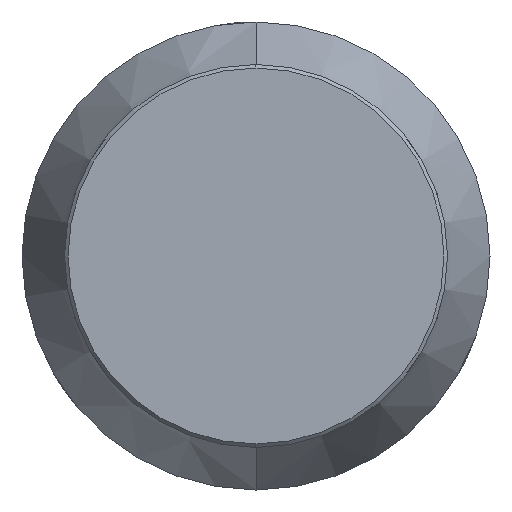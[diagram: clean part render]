
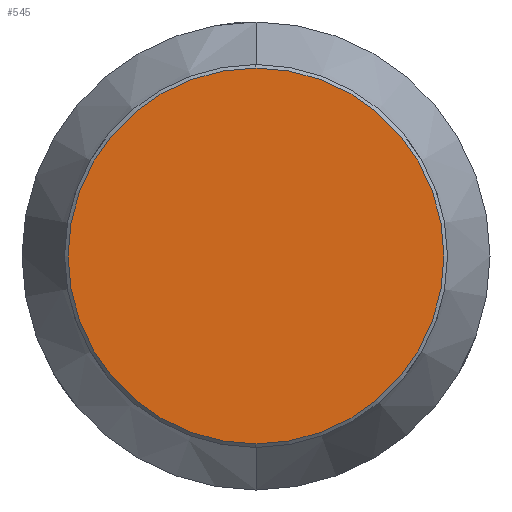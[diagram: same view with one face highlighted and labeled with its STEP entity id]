
A CAD part, left-side view. The second image highlights one B-rep face of the part: STEP entity #545.
In plain terms, the highlighted planar face has unit normal (-1, 0, 0).
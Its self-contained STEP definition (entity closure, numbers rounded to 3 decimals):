
#74 = EDGE_CURVE ( 'NONE', #884, #377, #2134, .T. ) ;
#190 = AXIS2_PLACEMENT_3D ( 'NONE', #1139, #1685, #767 ) ;
#374 = EDGE_CURVE ( 'NONE', #377, #884, #1553, .T. ) ;
#377 = VERTEX_POINT ( 'NONE', #869 ) ;
#413 = ORIENTED_EDGE ( 'NONE', *, *, #374, .T. ) ;
#545 = ADVANCED_FACE ( 'NONE', ( #2191 ), #1691, .F. ) ;
#767 = DIRECTION ( 'NONE',  ( 0., 0., -1. ) ) ;
#869 = CARTESIAN_POINT ( 'NONE',  ( -106.9, 0., 26.5 ) ) ;
#882 = DIRECTION ( 'NONE',  ( 0., 0., -1. ) ) ;
#884 = VERTEX_POINT ( 'NONE', #1799 ) ;
#893 = DIRECTION ( 'NONE',  ( -1., 0., 0. ) ) ;
#950 = EDGE_LOOP ( 'NONE', ( #980, #413 ) ) ;
#980 = ORIENTED_EDGE ( 'NONE', *, *, #74, .T. ) ;
#1125 = DIRECTION ( 'NONE',  ( 0., 0., -1. ) ) ;
#1139 = CARTESIAN_POINT ( 'NONE',  ( -106.9, 0., 0. ) ) ;
#1150 = AXIS2_PLACEMENT_3D ( 'NONE', #2319, #893, #882 ) ;
#1501 = CARTESIAN_POINT ( 'NONE',  ( -106.9, -26.818, 26.818 ) ) ;
#1553 = CIRCLE ( 'NONE', #1150, 26.5 ) ;
#1682 = DIRECTION ( 'NONE',  ( 1., 0., 0. ) ) ;
#1685 = DIRECTION ( 'NONE',  ( -1., 0., 0. ) ) ;
#1691 = PLANE ( 'NONE',  #2238 ) ;
#1799 = CARTESIAN_POINT ( 'NONE',  ( -106.9, 0., -26.5 ) ) ;
#2134 = CIRCLE ( 'NONE', #190, 26.5 ) ;
#2191 = FACE_OUTER_BOUND ( 'NONE', #950, .T. ) ;
#2238 = AXIS2_PLACEMENT_3D ( 'NONE', #1501, #1682, #1125 ) ;
#2319 = CARTESIAN_POINT ( 'NONE',  ( -106.9, 0., 0. ) ) ;
